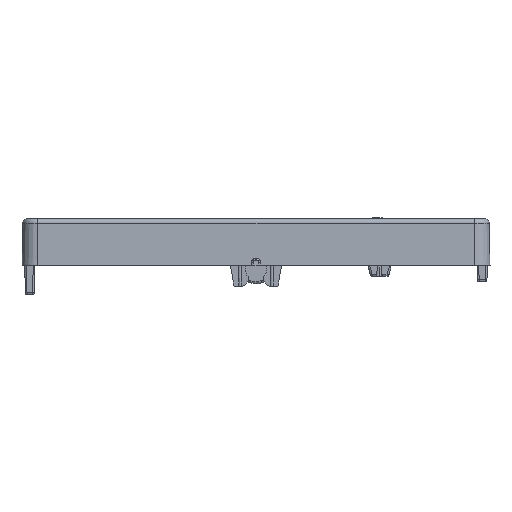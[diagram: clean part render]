
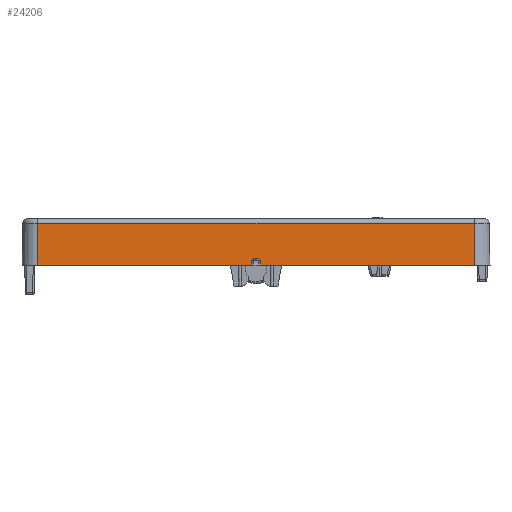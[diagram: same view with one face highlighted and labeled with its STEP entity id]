
A CAD part, left-side view. The second image highlights one B-rep face of the part: STEP entity #24206.
In plain terms, the highlighted planar face has unit normal (-1, 0, 0.018).
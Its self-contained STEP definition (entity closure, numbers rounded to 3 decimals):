
#24180=AXIS2_PLACEMENT_3D('Plane Axis2P3D',#24177,#24178,#24179) ;
#16183=CARTESIAN_POINT('Vertex',(-26.593,-24.8,35.)) ;
#16186=CARTESIAN_POINT('Line Origine',(-26.593,-12.671,35.)) ;
#16190=CARTESIAN_POINT('Vertex',(-26.593,-0.542,35.)) ;
#16255=CARTESIAN_POINT('Vertex',(-26.593,0.542,35.)) ;
#16258=CARTESIAN_POINT('Line Origine',(-26.593,12.671,35.)) ;
#16262=CARTESIAN_POINT('Vertex',(-26.593,24.8,35.)) ;
#21046=CARTESIAN_POINT('Vertex',(-26.587,-0.525,35.326)) ;
#21056=CARTESIAN_POINT('Control Point',(-26.593,-0.542,35.)) ;
#21057=CARTESIAN_POINT('Control Point',(-26.587,-0.525,35.326)) ;
#21076=CARTESIAN_POINT('Vertex',(-26.579,-0.026,35.8)) ;
#21089=CARTESIAN_POINT('Control Point',(-26.579,-0.026,35.8)) ;
#21090=CARTESIAN_POINT('Control Point',(-26.579,-0.215,35.8)) ;
#21091=CARTESIAN_POINT('Control Point',(-26.58,-0.407,35.702)) ;
#21092=CARTESIAN_POINT('Control Point',(-26.584,-0.515,35.516)) ;
#21093=CARTESIAN_POINT('Control Point',(-26.587,-0.525,35.326)) ;
#21104=CARTESIAN_POINT('Control Point',(-26.593,0.542,35.)) ;
#21105=CARTESIAN_POINT('Control Point',(-26.587,0.525,35.326)) ;
#21106=CARTESIAN_POINT('Vertex',(-26.587,0.525,35.326)) ;
#21134=CARTESIAN_POINT('Vertex',(-26.579,0.026,35.8)) ;
#21142=CARTESIAN_POINT('Line Origine',(-26.579,0.,35.8)) ;
#21213=CARTESIAN_POINT('Control Point',(-26.579,0.026,35.8)) ;
#21214=CARTESIAN_POINT('Control Point',(-26.579,0.215,35.8)) ;
#21215=CARTESIAN_POINT('Control Point',(-26.58,0.407,35.702)) ;
#21216=CARTESIAN_POINT('Control Point',(-26.584,0.515,35.516)) ;
#21217=CARTESIAN_POINT('Control Point',(-26.587,0.525,35.326)) ;
#24161=CARTESIAN_POINT('Vertex',(-26.509,24.8,39.809)) ;
#24164=CARTESIAN_POINT('Line Origine',(-26.546,24.8,37.65)) ;
#24177=CARTESIAN_POINT('Axis2P3D Location',(-26.5,0.,40.3)) ;
#24182=CARTESIAN_POINT('Line Origine',(-26.546,-24.8,37.65)) ;
#24186=CARTESIAN_POINT('Vertex',(-26.509,-24.8,39.809)) ;
#24189=CARTESIAN_POINT('Line Origine',(-26.509,0.,39.809)) ;
#16187=DIRECTION('Vector Direction',(0.,1.,0.)) ;
#16259=DIRECTION('Vector Direction',(0.,1.,0.)) ;
#21143=DIRECTION('Vector Direction',(0.,1.,0.)) ;
#24165=DIRECTION('Vector Direction',(-0.017,0.,-1.)) ;
#24178=DIRECTION('Axis2P3D Direction',(-1.,0.,0.017)) ;
#24179=DIRECTION('Axis2P3D XDirection',(0.,1.,0.)) ;
#24183=DIRECTION('Vector Direction',(-0.017,0.,-1.)) ;
#24190=DIRECTION('Vector Direction',(0.,1.,0.)) ;
#16188=VECTOR('Line Direction',#16187,1.) ;
#16260=VECTOR('Line Direction',#16259,1.) ;
#21144=VECTOR('Line Direction',#21143,1.) ;
#24166=VECTOR('Line Direction',#24165,1.) ;
#24184=VECTOR('Line Direction',#24183,1.) ;
#24191=VECTOR('Line Direction',#24190,1.) ;
#24195=ORIENTED_EDGE('',*,*,#24168,.F.) ;
#24196=ORIENTED_EDGE('',*,*,#16264,.F.) ;
#24197=ORIENTED_EDGE('',*,*,#21108,.T.) ;
#24198=ORIENTED_EDGE('',*,*,#21218,.F.) ;
#24199=ORIENTED_EDGE('',*,*,#21146,.F.) ;
#24200=ORIENTED_EDGE('',*,*,#21094,.T.) ;
#24201=ORIENTED_EDGE('',*,*,#21058,.F.) ;
#24202=ORIENTED_EDGE('',*,*,#16192,.F.) ;
#24203=ORIENTED_EDGE('',*,*,#24188,.T.) ;
#24204=ORIENTED_EDGE('',*,*,#24193,.F.) ;
#24206=ADVANCED_FACE('PartBody',(#24205),#24181,.T.) ;
#21055=B_SPLINE_CURVE_WITH_KNOTS('',1,(#21056,#21057),.UNSPECIFIED.,.F.,.U.,(2,2),(-0.163,0.163),.UNSPECIFIED.) ;
#21088=B_SPLINE_CURVE_WITH_KNOTS('',4,(#21089,#21090,#21091,#21092,#21093),.UNSPECIFIED.,.F.,.U.,(5,5),(0.,1.074),.UNSPECIFIED.) ;
#21103=B_SPLINE_CURVE_WITH_KNOTS('',1,(#21104,#21105),.UNSPECIFIED.,.F.,.U.,(2,2),(-0.163,0.163),.UNSPECIFIED.) ;
#21212=B_SPLINE_CURVE_WITH_KNOTS('',4,(#21213,#21214,#21215,#21216,#21217),.UNSPECIFIED.,.F.,.U.,(5,5),(0.,1.074),.UNSPECIFIED.) ;
#16192=EDGE_CURVE('',#16184,#16191,#16189,.T.) ;
#16264=EDGE_CURVE('',#16256,#16263,#16261,.T.) ;
#21058=EDGE_CURVE('',#16191,#21047,#21055,.T.) ;
#21094=EDGE_CURVE('',#21077,#21047,#21088,.T.) ;
#21108=EDGE_CURVE('',#16256,#21107,#21103,.T.) ;
#21146=EDGE_CURVE('',#21077,#21135,#21145,.T.) ;
#21218=EDGE_CURVE('',#21135,#21107,#21212,.T.) ;
#24168=EDGE_CURVE('',#16263,#24162,#24167,.F.) ;
#24188=EDGE_CURVE('',#16184,#24187,#24185,.F.) ;
#24193=EDGE_CURVE('',#24162,#24187,#24192,.F.) ;
#24194=EDGE_LOOP('',(#24195,#24196,#24197,#24198,#24199,#24200,#24201,#24202,#24203,#24204)) ;
#24205=FACE_OUTER_BOUND('',#24194,.T.) ;
#16189=LINE('Line',#16186,#16188) ;
#16261=LINE('Line',#16258,#16260) ;
#21145=LINE('Line',#21142,#21144) ;
#24167=LINE('Line',#24164,#24166) ;
#24185=LINE('Line',#24182,#24184) ;
#24192=LINE('Line',#24189,#24191) ;
#24181=PLANE('',#24180) ;
#16184=VERTEX_POINT('',#16183) ;
#16191=VERTEX_POINT('',#16190) ;
#16256=VERTEX_POINT('',#16255) ;
#16263=VERTEX_POINT('',#16262) ;
#21047=VERTEX_POINT('',#21046) ;
#21077=VERTEX_POINT('',#21076) ;
#21107=VERTEX_POINT('',#21106) ;
#21135=VERTEX_POINT('',#21134) ;
#24162=VERTEX_POINT('',#24161) ;
#24187=VERTEX_POINT('',#24186) ;
